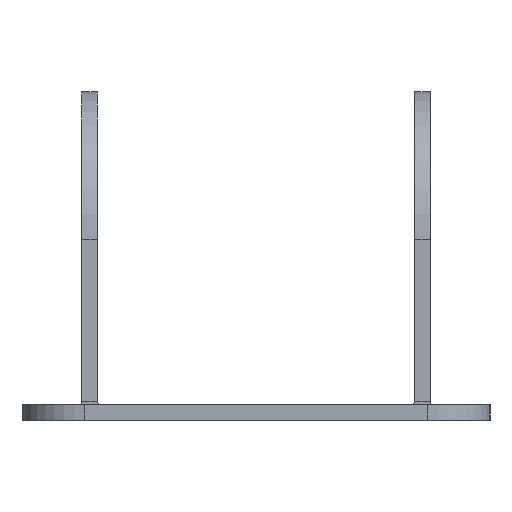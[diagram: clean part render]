
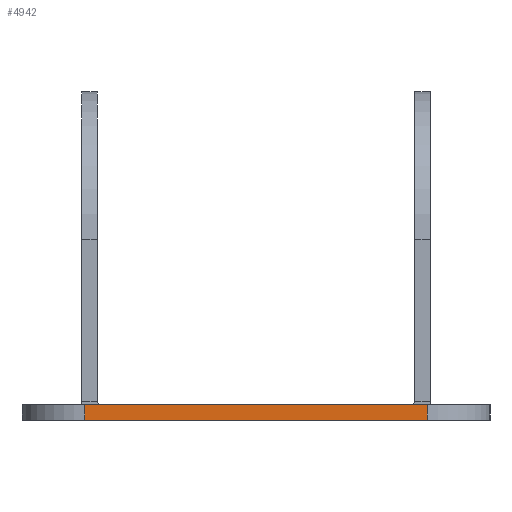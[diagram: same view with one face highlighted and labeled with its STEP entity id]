
A CAD part, left-side view. The second image highlights one B-rep face of the part: STEP entity #4942.
In plain terms, the highlighted planar face has unit normal (-1, 0, 0).
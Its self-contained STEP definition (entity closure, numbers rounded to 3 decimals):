
#1212 = PLANE('',#1213);
#1213 = AXIS2_PLACEMENT_3D('',#1214,#1215,#1216);
#1214 = CARTESIAN_POINT('',(0.,0.,0.));
#1215 = DIRECTION('',(0.,0.,1.));
#1216 = DIRECTION('',(0.,1.,0.));
#1996 = VERTEX_POINT('',#1997);
#1997 = CARTESIAN_POINT('',(-300.,55.,0.));
#2012 = CYLINDRICAL_SURFACE('',#2013,20.19);
#2013 = AXIS2_PLACEMENT_3D('',#2014,#2015,#2016);
#2014 = CARTESIAN_POINT('',(-279.81,55.,0.));
#2015 = DIRECTION('',(0.,0.,1.));
#2016 = DIRECTION('',(1.,0.,0.));
#2024 = EDGE_CURVE('',#2025,#1996,#2027,.T.);
#2025 = VERTEX_POINT('',#2026);
#2026 = CARTESIAN_POINT('',(-300.,-55.,0.));
#2027 = SURFACE_CURVE('',#2028,(#2032,#2039),.PCURVE_S1.);
#2028 = LINE('',#2029,#2030);
#2029 = CARTESIAN_POINT('',(-300.,0.,0.));
#2030 = VECTOR('',#2031,1.);
#2031 = DIRECTION('',(0.,1.,0.));
#2032 = PCURVE('',#1212,#2033);
#2033 = DEFINITIONAL_REPRESENTATION('',(#2034),#2038);
#2034 = LINE('',#2035,#2036);
#2035 = CARTESIAN_POINT('',(0.,300.));
#2036 = VECTOR('',#2037,1.);
#2037 = DIRECTION('',(1.,0.));
#2038 = ( GEOMETRIC_REPRESENTATION_CONTEXT(2) 
PARAMETRIC_REPRESENTATION_CONTEXT() REPRESENTATION_CONTEXT('2D SPACE',''
  ) );
#2039 = PCURVE('',#2040,#2045);
#2040 = PLANE('',#2041);
#2041 = AXIS2_PLACEMENT_3D('',#2042,#2043,#2044);
#2042 = CARTESIAN_POINT('',(-300.,0.,-2.5));
#2043 = DIRECTION('',(-1.,0.,0.));
#2044 = DIRECTION('',(0.,0.,-1.));
#2045 = DEFINITIONAL_REPRESENTATION('',(#2046),#2050);
#2046 = LINE('',#2047,#2048);
#2047 = CARTESIAN_POINT('',(-2.5,0.));
#2048 = VECTOR('',#2049,1.);
#2049 = DIRECTION('',(0.,-1.));
#2050 = ( GEOMETRIC_REPRESENTATION_CONTEXT(2) 
PARAMETRIC_REPRESENTATION_CONTEXT() REPRESENTATION_CONTEXT('2D SPACE',''
  ) );
#2073 = CYLINDRICAL_SURFACE('',#2074,20.19);
#2074 = AXIS2_PLACEMENT_3D('',#2075,#2076,#2077);
#2075 = CARTESIAN_POINT('',(-279.81,-55.,0.));
#2076 = DIRECTION('',(0.,0.,1.));
#2077 = DIRECTION('',(1.,0.,0.));
#2671 = PLANE('',#2672);
#2672 = AXIS2_PLACEMENT_3D('',#2673,#2674,#2675);
#2673 = CARTESIAN_POINT('',(0.,0.,-5.));
#2674 = DIRECTION('',(0.,0.,-1.));
#2675 = DIRECTION('',(0.,-1.,0.));
#4898 = VERTEX_POINT('',#4899);
#4899 = CARTESIAN_POINT('',(-300.,-55.,-5.));
#4921 = EDGE_CURVE('',#2025,#4898,#4922,.T.);
#4922 = SURFACE_CURVE('',#4923,(#4927,#4934),.PCURVE_S1.);
#4923 = LINE('',#4924,#4925);
#4924 = CARTESIAN_POINT('',(-300.,-55.,0.));
#4925 = VECTOR('',#4926,1.);
#4926 = DIRECTION('',(0.,0.,-1.));
#4927 = PCURVE('',#2073,#4928);
#4928 = DEFINITIONAL_REPRESENTATION('',(#4929),#4933);
#4929 = LINE('',#4930,#4931);
#4930 = CARTESIAN_POINT('',(-3.142,0.));
#4931 = VECTOR('',#4932,1.);
#4932 = DIRECTION('',(-0.,-1.));
#4933 = ( GEOMETRIC_REPRESENTATION_CONTEXT(2) 
PARAMETRIC_REPRESENTATION_CONTEXT() REPRESENTATION_CONTEXT('2D SPACE',''
  ) );
#4934 = PCURVE('',#2040,#4935);
#4935 = DEFINITIONAL_REPRESENTATION('',(#4936),#4940);
#4936 = LINE('',#4937,#4938);
#4937 = CARTESIAN_POINT('',(-2.5,55.));
#4938 = VECTOR('',#4939,1.);
#4939 = DIRECTION('',(1.,0.));
#4940 = ( GEOMETRIC_REPRESENTATION_CONTEXT(2) 
PARAMETRIC_REPRESENTATION_CONTEXT() REPRESENTATION_CONTEXT('2D SPACE',''
  ) );
#4942 = ADVANCED_FACE('',(#4943),#2040,.T.);
#4943 = FACE_BOUND('',#4944,.T.);
#4944 = EDGE_LOOP('',(#4945,#4968,#4989,#4990));
#4945 = ORIENTED_EDGE('',*,*,#4946,.T.);
#4946 = EDGE_CURVE('',#1996,#4947,#4949,.T.);
#4947 = VERTEX_POINT('',#4948);
#4948 = CARTESIAN_POINT('',(-300.,55.,-5.));
#4949 = SURFACE_CURVE('',#4950,(#4954,#4961),.PCURVE_S1.);
#4950 = LINE('',#4951,#4952);
#4951 = CARTESIAN_POINT('',(-300.,55.,0.));
#4952 = VECTOR('',#4953,1.);
#4953 = DIRECTION('',(-0.,-0.,-1.));
#4954 = PCURVE('',#2040,#4955);
#4955 = DEFINITIONAL_REPRESENTATION('',(#4956),#4960);
#4956 = LINE('',#4957,#4958);
#4957 = CARTESIAN_POINT('',(-2.5,-55.));
#4958 = VECTOR('',#4959,1.);
#4959 = DIRECTION('',(1.,0.));
#4960 = ( GEOMETRIC_REPRESENTATION_CONTEXT(2) 
PARAMETRIC_REPRESENTATION_CONTEXT() REPRESENTATION_CONTEXT('2D SPACE',''
  ) );
#4961 = PCURVE('',#2012,#4962);
#4962 = DEFINITIONAL_REPRESENTATION('',(#4963),#4967);
#4963 = LINE('',#4964,#4965);
#4964 = CARTESIAN_POINT('',(3.142,0.));
#4965 = VECTOR('',#4966,1.);
#4966 = DIRECTION('',(0.,-1.));
#4967 = ( GEOMETRIC_REPRESENTATION_CONTEXT(2) 
PARAMETRIC_REPRESENTATION_CONTEXT() REPRESENTATION_CONTEXT('2D SPACE',''
  ) );
#4968 = ORIENTED_EDGE('',*,*,#4969,.T.);
#4969 = EDGE_CURVE('',#4947,#4898,#4970,.T.);
#4970 = SURFACE_CURVE('',#4971,(#4975,#4982),.PCURVE_S1.);
#4971 = LINE('',#4972,#4973);
#4972 = CARTESIAN_POINT('',(-300.,0.,-5.));
#4973 = VECTOR('',#4974,1.);
#4974 = DIRECTION('',(-0.,-1.,0.));
#4975 = PCURVE('',#2040,#4976);
#4976 = DEFINITIONAL_REPRESENTATION('',(#4977),#4981);
#4977 = LINE('',#4978,#4979);
#4978 = CARTESIAN_POINT('',(2.5,0.));
#4979 = VECTOR('',#4980,1.);
#4980 = DIRECTION('',(0.,1.));
#4981 = ( GEOMETRIC_REPRESENTATION_CONTEXT(2) 
PARAMETRIC_REPRESENTATION_CONTEXT() REPRESENTATION_CONTEXT('2D SPACE',''
  ) );
#4982 = PCURVE('',#2671,#4983);
#4983 = DEFINITIONAL_REPRESENTATION('',(#4984),#4988);
#4984 = LINE('',#4985,#4986);
#4985 = CARTESIAN_POINT('',(0.,300.));
#4986 = VECTOR('',#4987,1.);
#4987 = DIRECTION('',(1.,-0.));
#4988 = ( GEOMETRIC_REPRESENTATION_CONTEXT(2) 
PARAMETRIC_REPRESENTATION_CONTEXT() REPRESENTATION_CONTEXT('2D SPACE',''
  ) );
#4989 = ORIENTED_EDGE('',*,*,#4921,.F.);
#4990 = ORIENTED_EDGE('',*,*,#2024,.T.);
